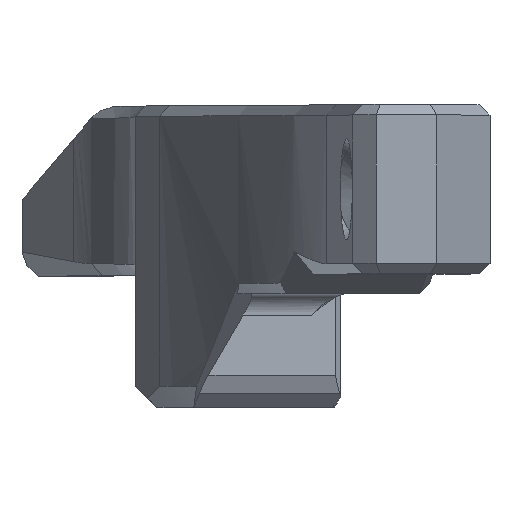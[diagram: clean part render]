
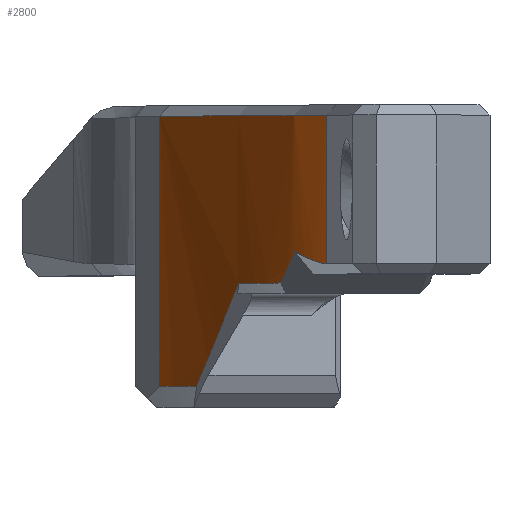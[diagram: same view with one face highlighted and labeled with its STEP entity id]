
A CAD part, top view. The second image highlights one B-rep face of the part: STEP entity #2800.
In plain terms, the highlighted cylindrical face has radius 50 mm (diameter 100 mm), a partial arc.
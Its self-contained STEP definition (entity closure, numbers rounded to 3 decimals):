
#76=CYLINDRICAL_SURFACE('',#3042,50.);
#90=ELLIPSE('',#2960,102.521,50.);
#95=ELLIPSE('',#3044,60.325,50.);
#96=ELLIPSE('',#3045,70.711,50.);
#226=CIRCLE('',#3043,50.);
#227=CIRCLE('',#3046,50.);
#228=CIRCLE('',#3047,50.);
#557=ORIENTED_EDGE('',*,*,#1178,.T.);
#558=ORIENTED_EDGE('',*,*,#1349,.T.);
#559=ORIENTED_EDGE('',*,*,#1350,.T.);
#560=ORIENTED_EDGE('',*,*,#1351,.T.);
#561=ORIENTED_EDGE('',*,*,#1249,.F.);
#562=ORIENTED_EDGE('',*,*,#1352,.T.);
#563=ORIENTED_EDGE('',*,*,#1253,.T.);
#564=ORIENTED_EDGE('',*,*,#1353,.T.);
#1178=EDGE_CURVE('',#1591,#1590,#90,.F.);
#1249=EDGE_CURVE('',#1653,#1654,#1884,.F.);
#1253=EDGE_CURVE('',#1657,#1658,#1888,.T.);
#1349=EDGE_CURVE('',#1590,#1729,#226,.T.);
#1350=EDGE_CURVE('',#1729,#1730,#95,.F.);
#1351=EDGE_CURVE('',#1730,#1654,#96,.T.);
#1352=EDGE_CURVE('',#1653,#1657,#227,.T.);
#1353=EDGE_CURVE('',#1658,#1591,#228,.T.);
#1590=VERTEX_POINT('',#4171);
#1591=VERTEX_POINT('',#4173);
#1653=VERTEX_POINT('',#4354);
#1654=VERTEX_POINT('',#4355);
#1657=VERTEX_POINT('',#4363);
#1658=VERTEX_POINT('',#4364);
#1729=VERTEX_POINT('',#4561);
#1730=VERTEX_POINT('',#4563);
#1884=LINE('',#4353,#2148);
#1888=LINE('',#4362,#2152);
#2148=VECTOR('',#3416,1000.);
#2152=VECTOR('',#3422,1000.);
#2358=EDGE_LOOP('',(#557,#558,#559,#560,#561,#562,#563,#564));
#2533=FACE_BOUND('',#2358,.T.);
#2800=ADVANCED_FACE('',(#2533),#76,.F.);
#2960=AXIS2_PLACEMENT_3D('',#4172,#3304,#3305);
#3042=AXIS2_PLACEMENT_3D('',#4559,#3586,#3587);
#3043=AXIS2_PLACEMENT_3D('',#4560,#3588,#3589);
#3044=AXIS2_PLACEMENT_3D('',#4562,#3590,#3591);
#3045=AXIS2_PLACEMENT_3D('',#4564,#3592,#3593);
#3046=AXIS2_PLACEMENT_3D('',#4565,#3594,#3595);
#3047=AXIS2_PLACEMENT_3D('',#4566,#3596,#3597);
#3304=DIRECTION('',(-0.856,0.488,-0.173));
#3305=DIRECTION('',(-0.478,-0.873,-0.096));
#3416=DIRECTION('',(0.,1.,0.));
#3422=DIRECTION('',(0.,-1.,0.));
#3586=DIRECTION('',(0.,-1.,0.));
#3587=DIRECTION('',(0.,0.,-1.));
#3588=DIRECTION('',(0.,-1.,0.));
#3589=DIRECTION('',(0.,0.,-1.));
#3590=DIRECTION('',(0.,0.829,-0.559));
#3591=DIRECTION('',(0.,-0.559,-0.829));
#3592=DIRECTION('',(-0.702,-0.707,0.084));
#3593=DIRECTION('',(0.702,-0.707,-0.084));
#3594=DIRECTION('',(0.,1.,0.));
#3595=DIRECTION('',(0.,0.,1.));
#3596=DIRECTION('',(0.,-1.,0.));
#3597=DIRECTION('',(0.,0.,-1.));
#4171=CARTESIAN_POINT('',(1.691,-0.4,26.632));
#4172=CARTESIAN_POINT('',(-43.817,-72.927,47.345));
#4173=CARTESIAN_POINT('',(-0.289,-5.25,22.742));
#4353=CARTESIAN_POINT('',(5.825,0.,41.371));
#4354=CARTESIAN_POINT('',(5.825,7.5,41.371));
#4355=CARTESIAN_POINT('',(5.825,0.5,41.371));
#4362=CARTESIAN_POINT('',(-2.037,8.,19.879));
#4363=CARTESIAN_POINT('',(-2.037,7.5,19.879));
#4364=CARTESIAN_POINT('',(-2.037,-5.25,19.879));
#4559=CARTESIAN_POINT('',(-43.817,8.,47.345));
#4560=CARTESIAN_POINT('',(-43.817,-0.4,47.345));
#4561=CARTESIAN_POINT('',(3.665,-0.4,31.679));
#4562=CARTESIAN_POINT('',(-43.817,10.175,47.345));
#4563=CARTESIAN_POINT('',(4.335,1.084,33.877));
#4564=CARTESIAN_POINT('',(-43.817,50.5,47.345));
#4565=CARTESIAN_POINT('',(-43.817,7.5,47.345));
#4566=CARTESIAN_POINT('',(-43.817,-5.25,47.345));
